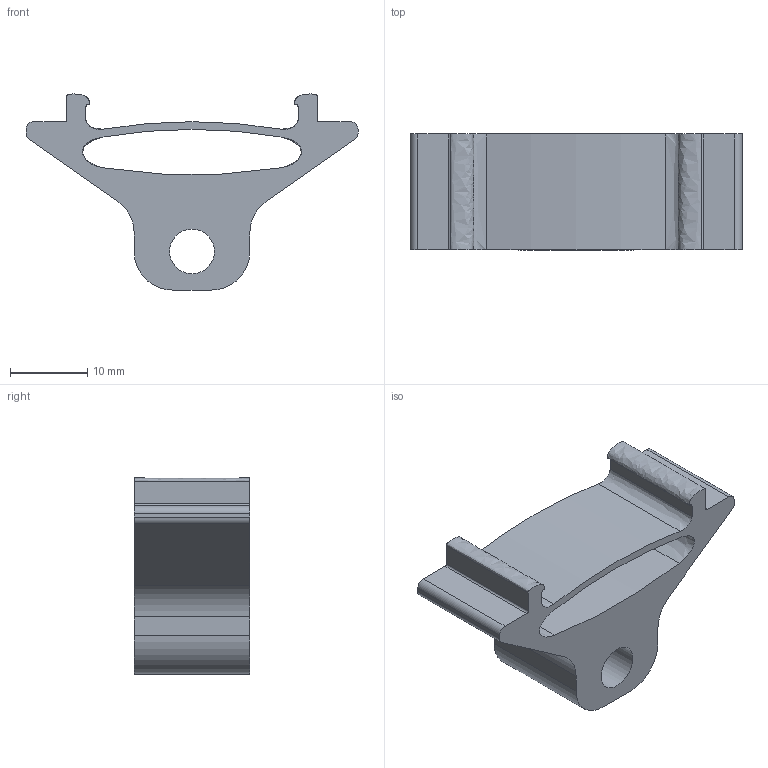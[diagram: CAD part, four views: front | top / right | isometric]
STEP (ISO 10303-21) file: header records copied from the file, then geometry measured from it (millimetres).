
FILE_DESCRIPTION(('FreeCAD Model'),'2;1');
FILE_NAME('Open CASCADE Shape Model','2025-05-05T18:21:50',(''),(''), 'Open CASCADE STEP processor 7.8','FreeCAD','Unknown');
FILE_SCHEMA(('AUTOMOTIVE_DESIGN { 1 0 10303 214 1 1 1 1 }'));
Length unit declared in the file: millimetre
Products named in the file (1): CamEnclosureClipMount
Bounding box: 43 x 15 x 25.4 mm (x, y, z)
Volume: 5332.2 mm3; surface area: 3771.3 mm2
Topology: 1 solids, 1 shells, 35 faces, 99 edges, 66 vertices
Faces by surface type: plane 15, cylinder 14, extrusion 6
Full cylindrical faces by diameter (mm): 5.8 x1
Entity records: 1219 total; most frequent: CARTESIAN_POINT 273, ORIENTED_EDGE 198, DIRECTION 181, EDGE_CURVE 99, VERTEX_POINT 66, VECTOR 65, LINE 59, AXIS2_PLACEMENT_3D 58
